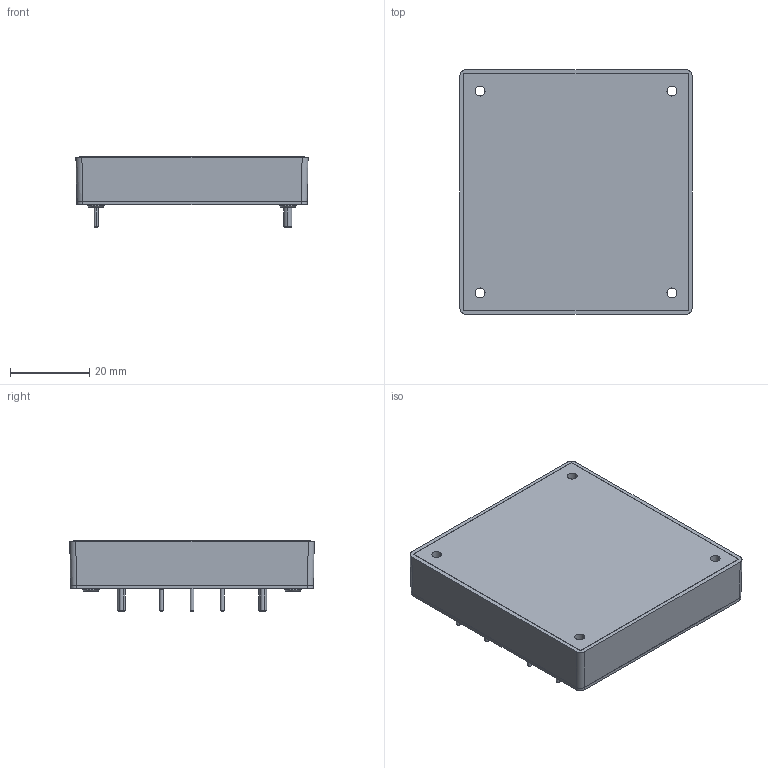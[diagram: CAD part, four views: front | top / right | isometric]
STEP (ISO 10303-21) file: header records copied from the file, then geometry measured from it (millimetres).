
FILE_DESCRIPTION((''),'2;1');
FILE_NAME('DCDC_TRACO_TEP100WIR.stp','2015-07-03T16:15:12',(''),(''),'Mechanical Desktop 2011','Mechanical Desktop 2011',', , ');
FILE_SCHEMA(('AUTOMOTIVE_DESIGN { 1 2 10303 214 1 1 1 1 }'));
Length unit declared in the file: millimetre
Products named in the file (1): Product
Bounding box: 58.4 x 61.5 x 17.8 mm (x, y, z)
Volume: 42964.4 mm3; surface area: 17724.9 mm2
Topology: 15 solids, 15 shells, 137 faces, 278 edges, 172 vertices
Faces by surface type: cylinder 40, cone 36, bspline 32, plane 29
Entity records: 3879 total; most frequent: CARTESIAN_POINT 892, DIRECTION 634, ORIENTED_EDGE 556, EDGE_CURVE 278, AXIS2_PLACEMENT_3D 254, VERTEX_POINT 172, EDGE_LOOP 162, FACE_OUTER_BOUND 137
